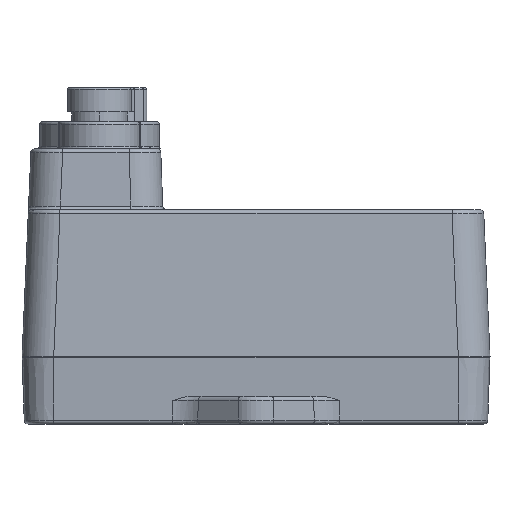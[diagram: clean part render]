
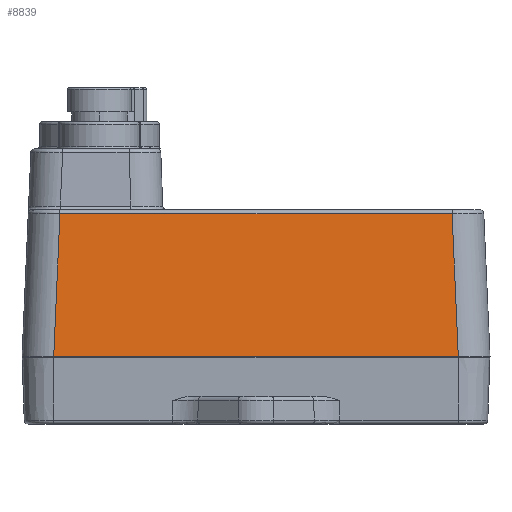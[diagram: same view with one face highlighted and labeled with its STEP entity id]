
A CAD part, left-side view. The second image highlights one B-rep face of the part: STEP entity #8839.
In plain terms, the highlighted planar face has unit normal (-0.999, 0, 0.044).
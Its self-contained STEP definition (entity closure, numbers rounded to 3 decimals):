
#646=CARTESIAN_POINT('',(-27.713,24.717,18.022));
#1014=CARTESIAN_POINT('',(-28.5,25.504,0.));
#1027=DIRECTION('',(0.,-1.,0.));
#1028=VECTOR('',#1027,51.008);
#1029=CARTESIAN_POINT('',(-28.5,25.504,0.));
#1030=LINE('',#1029,#1028);
#1042=CARTESIAN_POINT('',(-28.5,-25.504,0.));
#1468=DIRECTION('',(0.,1.,0.));
#1469=VECTOR('',#1468,49.434);
#1470=CARTESIAN_POINT('',(-27.713,-24.717,
18.022));
#1471=LINE('',#1470,#1469);
#1475=DIRECTION('',(-0.044,-0.044,-0.998));
#1476=VECTOR('',#1475,18.056);
#1477=CARTESIAN_POINT('',(-27.713,-24.717,
18.022));
#1478=LINE('',#1477,#1476);
#1482=DIRECTION('',(0.044,-0.044,0.998));
#1483=VECTOR('',#1482,18.056);
#1484=CARTESIAN_POINT('',(-28.5,25.504,0.));
#1485=LINE('',#1484,#1483);
#6851=VERTEX_POINT('',#1014);
#6854=VERTEX_POINT('',#1042);
#7049=VERTEX_POINT('',#646);
#7051=CARTESIAN_POINT('',(-27.713,-24.717,
18.022));
#7052=VERTEX_POINT('',#7051);
#8826=CARTESIAN_POINT('',(-28.5,31.583,0.));
#8827=DIRECTION('',(-0.999,0.,0.044));
#8828=DIRECTION('',(0.,1.,0.));
#8829=AXIS2_PLACEMENT_3D('',#8826,#8827,#8828);
#8830=PLANE('',#8829);
#8832=ORIENTED_EDGE('',*,*,#8831,.F.);
#8834=ORIENTED_EDGE('',*,*,#8833,.T.);
#8835=ORIENTED_EDGE('',*,*,#8650,.F.);
#8836=ORIENTED_EDGE('',*,*,#8172,.T.);
#8837=EDGE_LOOP('',(#8832,#8834,#8835,#8836));
#8838=FACE_OUTER_BOUND('',#8837,.F.);
#8839=ADVANCED_FACE('',(#8838),#8830,.T.);
#8172=EDGE_CURVE('',#6851,#7049,#1485,.T.);
#8650=EDGE_CURVE('',#6851,#6854,#1030,.T.);
#8831=EDGE_CURVE('',#7052,#7049,#1471,.T.);
#8833=EDGE_CURVE('',#7052,#6854,#1478,.T.);
